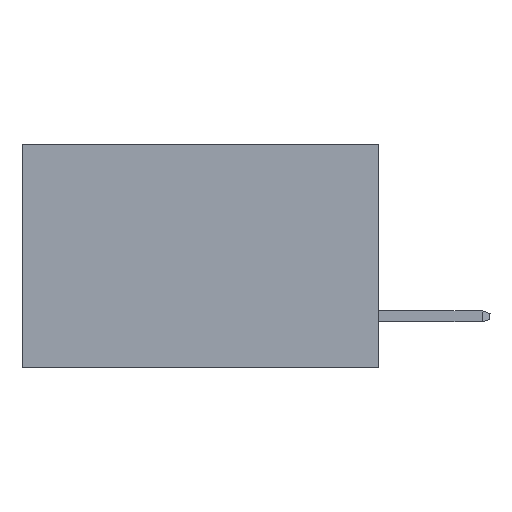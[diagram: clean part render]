
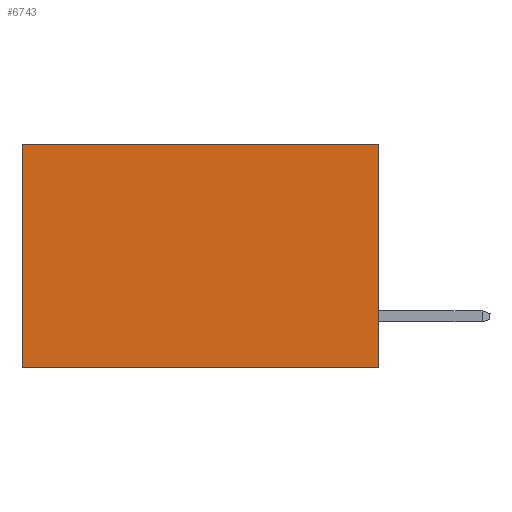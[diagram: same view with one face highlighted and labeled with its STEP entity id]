
A CAD part, left-side view. The second image highlights one B-rep face of the part: STEP entity #6743.
In plain terms, the highlighted planar face has unit normal (-1, 0, 0).
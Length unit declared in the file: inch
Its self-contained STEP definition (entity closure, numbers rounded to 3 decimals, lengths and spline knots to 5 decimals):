
#347 = LINE ( 'NONE', #11023, #5637 ) ;
#1828 = FACE_OUTER_BOUND ( 'NONE', #14013, .T. ) ;
#2424 = CARTESIAN_POINT ( 'NONE',  ( 0.277, 0., 0. ) ) ;
#3078 = CARTESIAN_POINT ( 'NONE',  ( 0.277, 0., -0.37 ) ) ;
#3130 = DIRECTION ( 'NONE',  ( 0., 0., -1. ) ) ;
#3827 = LINE ( 'NONE', #3893, #18930 ) ;
#3893 = CARTESIAN_POINT ( 'NONE',  ( 0.277, 0., 0. ) ) ;
#4961 = LINE ( 'NONE', #19951, #25076 ) ;
#5277 = ORIENTED_EDGE ( 'NONE', *, *, #17628, .T. ) ;
#5637 = VECTOR ( 'NONE', #3130, 39.37008 ) ;
#5887 = DIRECTION ( 'NONE',  ( 0., 1., 0. ) ) ;
#6330 = CARTESIAN_POINT ( 'NONE',  ( 0.277, 0.59, -0.37 ) ) ;
#6743 = ADVANCED_FACE ( 'NONE', ( #1828 ), #14252, .F. ) ;
#6806 = ORIENTED_EDGE ( 'NONE', *, *, #20579, .F. ) ;
#7127 = CARTESIAN_POINT ( 'NONE',  ( 0.277, 0.59, 0. ) ) ;
#7880 = ORIENTED_EDGE ( 'NONE', *, *, #17866, .T. ) ;
#9154 = VECTOR ( 'NONE', #14920, 39.37008 ) ;
#11023 = CARTESIAN_POINT ( 'NONE',  ( 0.277, 0.59, -0.37 ) ) ;
#12093 = VERTEX_POINT ( 'NONE', #15934 ) ;
#13755 = LINE ( 'NONE', #3078, #9154 ) ;
#14013 = EDGE_LOOP ( 'NONE', ( #5277, #6806, #23411, #7880 ) ) ;
#14045 = DIRECTION ( 'NONE',  ( 0., 0., -1. ) ) ;
#14100 = DIRECTION ( 'NONE',  ( 1., 0., 0. ) ) ;
#14203 = DIRECTION ( 'NONE',  ( 0., 1., 0. ) ) ;
#14252 = PLANE ( 'NONE',  #22643 ) ;
#14468 = CARTESIAN_POINT ( 'NONE',  ( 0.277, 0., -0.37 ) ) ;
#14920 = DIRECTION ( 'NONE',  ( 0., 0., -1. ) ) ;
#15750 = EDGE_CURVE ( 'NONE', #19944, #12093, #13755, .T. ) ;
#15934 = CARTESIAN_POINT ( 'NONE',  ( 0.277, 0., -0.37 ) ) ;
#17628 = EDGE_CURVE ( 'NONE', #20197, #24825, #347, .T. ) ;
#17866 = EDGE_CURVE ( 'NONE', #19944, #20197, #3827, .T. ) ;
#18930 = VECTOR ( 'NONE', #5887, 39.37008 ) ;
#19944 = VERTEX_POINT ( 'NONE', #2424 ) ;
#19951 = CARTESIAN_POINT ( 'NONE',  ( 0.277, 0., -0.37 ) ) ;
#20197 = VERTEX_POINT ( 'NONE', #7127 ) ;
#20579 = EDGE_CURVE ( 'NONE', #12093, #24825, #4961, .T. ) ;
#22643 = AXIS2_PLACEMENT_3D ( 'NONE', #14468, #14100, #14045 ) ;
#23411 = ORIENTED_EDGE ( 'NONE', *, *, #15750, .F. ) ;
#24825 = VERTEX_POINT ( 'NONE', #6330 ) ;
#25076 = VECTOR ( 'NONE', #14203, 39.37008 ) ;
